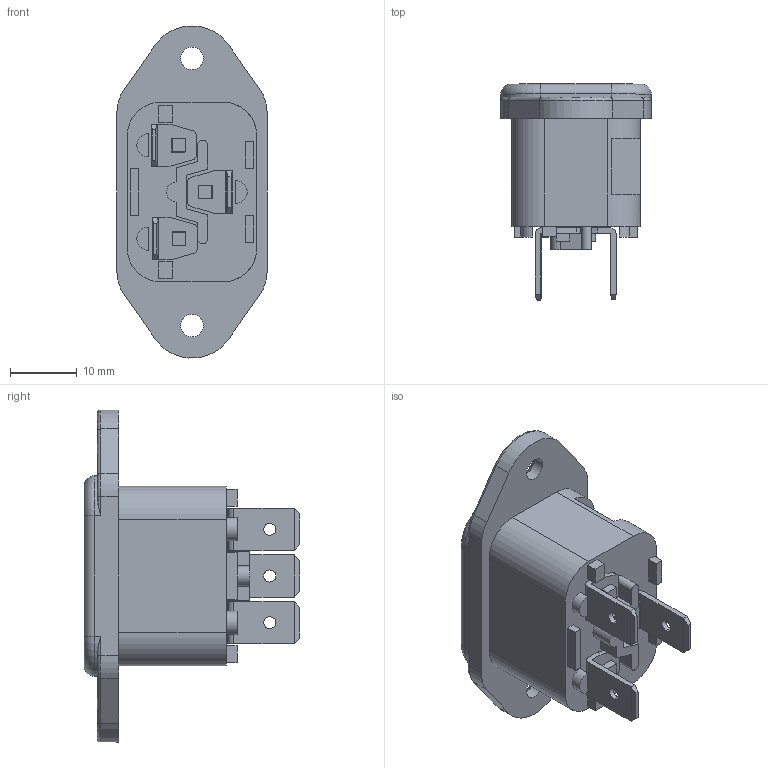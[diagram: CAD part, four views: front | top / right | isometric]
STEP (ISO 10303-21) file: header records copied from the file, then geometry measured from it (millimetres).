
FILE_DESCRIPTION (( 'STEP AP214' ), '1' );
FILE_NAME ('ACM-C4-GQ6-TT_3D.step', '2024-03-07T16:48:41', ( '' ), ( '' ), 'SwSTEP 2.0', 'SolidWorks 2022', '' );
FILE_SCHEMA (( 'AUTOMOTIVE_DESIGN' ));
Length unit declared in the file: inch
Products named in the file (1): ACM-C4-GQ6-TT_3D
Bounding box: 22.5 x 32.3 x 49.7 mm (x, y, z)
Volume: 6032.3 mm3; surface area: 7064.6 mm2
Topology: 7 solids, 7 shells, 334 faces, 868 edges, 560 vertices
Faces by surface type: plane 230, cylinder 90, torus 10, cone 4
Entity records: 10456 total; most frequent: CARTESIAN_POINT 1973, ORIENTED_EDGE 1736, DIRECTION 1718, EDGE_CURVE 868, LINE 672, VECTOR 672, VERTEX_POINT 560, AXIS2_PLACEMENT_3D 523
